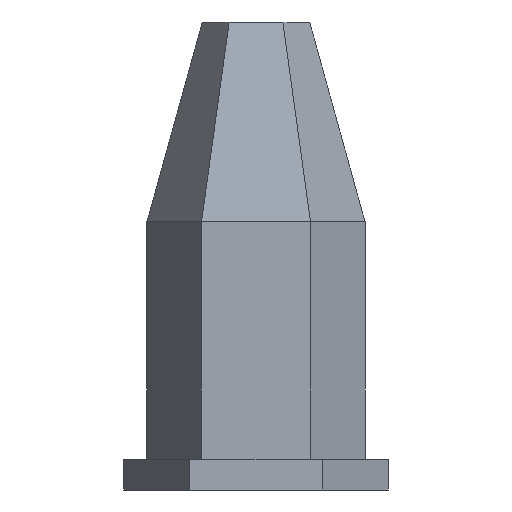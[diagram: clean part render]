
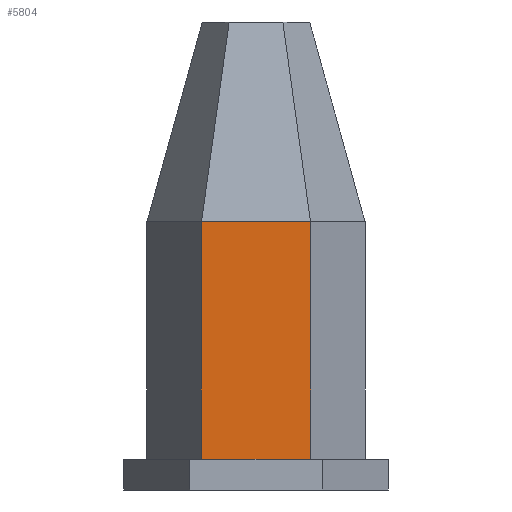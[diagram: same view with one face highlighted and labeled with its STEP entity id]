
A CAD part, front view. The second image highlights one B-rep face of the part: STEP entity #5804.
In plain terms, the highlighted planar face has unit normal (0, -1, 0).
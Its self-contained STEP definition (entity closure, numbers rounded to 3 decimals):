
#43 = PLANE('',#44);
#44 = AXIS2_PLACEMENT_3D('',#45,#46,#47);
#45 = CARTESIAN_POINT('',(7.1,0.,0.));
#46 = DIRECTION('',(0.,0.,-1.));
#47 = DIRECTION('',(-1.,0.,0.));
#68 = VERTEX_POINT('',#69);
#69 = CARTESIAN_POINT('',(3.55,-6.149,0.));
#83 = PLANE('',#84);
#84 = AXIS2_PLACEMENT_3D('',#85,#86,#87);
#85 = CARTESIAN_POINT('',(3.55,-6.149,-17.));
#86 = DIRECTION('',(-0.866,0.5,0.));
#87 = DIRECTION('',(0.5,0.866,0.));
#95 = EDGE_CURVE('',#96,#68,#98,.T.);
#96 = VERTEX_POINT('',#97);
#97 = CARTESIAN_POINT('',(-3.55,-6.149,0.));
#98 = SURFACE_CURVE('',#99,(#103,#110),.PCURVE_S1.);
#99 = LINE('',#100,#101);
#100 = CARTESIAN_POINT('',(-3.55,-6.149,0.));
#101 = VECTOR('',#102,1.);
#102 = DIRECTION('',(1.,0.,0.));
#103 = PCURVE('',#43,#104);
#104 = DEFINITIONAL_REPRESENTATION('',(#105),#109);
#105 = LINE('',#106,#107);
#106 = CARTESIAN_POINT('',(10.65,-6.149));
#107 = VECTOR('',#108,1.);
#108 = DIRECTION('',(-1.,0.));
#109 = ( GEOMETRIC_REPRESENTATION_CONTEXT(2) 
PARAMETRIC_REPRESENTATION_CONTEXT() REPRESENTATION_CONTEXT('2D SPACE',''
  ) );
#110 = PCURVE('',#111,#116);
#111 = PLANE('',#112);
#112 = AXIS2_PLACEMENT_3D('',#113,#114,#115);
#113 = CARTESIAN_POINT('',(-3.55,-6.149,-17.));
#114 = DIRECTION('',(0.,1.,0.));
#115 = DIRECTION('',(1.,0.,0.));
#116 = DEFINITIONAL_REPRESENTATION('',(#117),#121);
#117 = LINE('',#118,#119);
#118 = CARTESIAN_POINT('',(0.,-17.));
#119 = VECTOR('',#120,1.);
#120 = DIRECTION('',(1.,0.));
#121 = ( GEOMETRIC_REPRESENTATION_CONTEXT(2) 
PARAMETRIC_REPRESENTATION_CONTEXT() REPRESENTATION_CONTEXT('2D SPACE',''
  ) );
#139 = PLANE('',#140);
#140 = AXIS2_PLACEMENT_3D('',#141,#142,#143);
#141 = CARTESIAN_POINT('',(-7.1,0.,-17.));
#142 = DIRECTION('',(0.866,0.5,0.));
#143 = DIRECTION('',(0.5,-0.866,0.));
#2498 = PLANE('',#2499);
#2499 = AXIS2_PLACEMENT_3D('',#2500,#2501,#2502);
#2500 = CARTESIAN_POINT('',(8.6,0.,-15.5));
#2501 = DIRECTION('',(0.,0.,-1.));
#2502 = DIRECTION('',(-1.,0.,0.));
#2726 = VERTEX_POINT('',#2727);
#2727 = CARTESIAN_POINT('',(-3.55,-6.149,-15.5));
#2746 = EDGE_CURVE('',#2747,#2726,#2749,.T.);
#2747 = VERTEX_POINT('',#2748);
#2748 = CARTESIAN_POINT('',(3.55,-6.149,-15.5));
#2749 = SURFACE_CURVE('',#2750,(#2754,#2760),.PCURVE_S1.);
#2750 = LINE('',#2751,#2752);
#2751 = CARTESIAN_POINT('',(2.525,-6.149,-15.5));
#2752 = VECTOR('',#2753,1.);
#2753 = DIRECTION('',(-1.,0.,0.));
#2754 = PCURVE('',#2498,#2755);
#2755 = DEFINITIONAL_REPRESENTATION('',(#2756),#2759);
#2756 = B_SPLINE_CURVE_WITH_KNOTS('',1,(#2757,#2758),.UNSPECIFIED.,.F.,
  .F.,(2,2),(-1.735,6.785),.PIECEWISE_BEZIER_KNOTS.);
#2757 = CARTESIAN_POINT('',(4.34,-6.149));
#2758 = CARTESIAN_POINT('',(12.86,-6.149));
#2759 = ( GEOMETRIC_REPRESENTATION_CONTEXT(2) 
PARAMETRIC_REPRESENTATION_CONTEXT() REPRESENTATION_CONTEXT('2D SPACE',''
  ) );
#2760 = PCURVE('',#111,#2761);
#2761 = DEFINITIONAL_REPRESENTATION('',(#2762),#2765);
#2762 = B_SPLINE_CURVE_WITH_KNOTS('',1,(#2763,#2764),.UNSPECIFIED.,.F.,
  .F.,(2,2),(-1.735,6.785),.PIECEWISE_BEZIER_KNOTS.);
#2763 = CARTESIAN_POINT('',(7.81,-1.5));
#2764 = CARTESIAN_POINT('',(-0.71,-1.5));
#2765 = ( GEOMETRIC_REPRESENTATION_CONTEXT(2) 
PARAMETRIC_REPRESENTATION_CONTEXT() REPRESENTATION_CONTEXT('2D SPACE',''
  ) );
#5783 = EDGE_CURVE('',#2747,#68,#5784,.T.);
#5784 = SURFACE_CURVE('',#5785,(#5789,#5796),.PCURVE_S1.);
#5785 = LINE('',#5786,#5787);
#5786 = CARTESIAN_POINT('',(3.55,-6.149,-17.));
#5787 = VECTOR('',#5788,1.);
#5788 = DIRECTION('',(0.,0.,1.));
#5789 = PCURVE('',#83,#5790);
#5790 = DEFINITIONAL_REPRESENTATION('',(#5791),#5795);
#5791 = LINE('',#5792,#5793);
#5792 = CARTESIAN_POINT('',(0.,0.));
#5793 = VECTOR('',#5794,1.);
#5794 = DIRECTION('',(0.,-1.));
#5795 = ( GEOMETRIC_REPRESENTATION_CONTEXT(2) 
PARAMETRIC_REPRESENTATION_CONTEXT() REPRESENTATION_CONTEXT('2D SPACE',''
  ) );
#5796 = PCURVE('',#111,#5797);
#5797 = DEFINITIONAL_REPRESENTATION('',(#5798),#5802);
#5798 = LINE('',#5799,#5800);
#5799 = CARTESIAN_POINT('',(7.1,0.));
#5800 = VECTOR('',#5801,1.);
#5801 = DIRECTION('',(0.,-1.));
#5802 = ( GEOMETRIC_REPRESENTATION_CONTEXT(2) 
PARAMETRIC_REPRESENTATION_CONTEXT() REPRESENTATION_CONTEXT('2D SPACE',''
  ) );
#5804 = ADVANCED_FACE('',(#5805),#111,.F.);
#5805 = FACE_BOUND('',#5806,.T.);
#5806 = EDGE_LOOP('',(#5807,#5808,#5809,#5830));
#5807 = ORIENTED_EDGE('',*,*,#5783,.T.);
#5808 = ORIENTED_EDGE('',*,*,#95,.F.);
#5809 = ORIENTED_EDGE('',*,*,#5810,.F.);
#5810 = EDGE_CURVE('',#2726,#96,#5811,.T.);
#5811 = SURFACE_CURVE('',#5812,(#5816,#5823),.PCURVE_S1.);
#5812 = LINE('',#5813,#5814);
#5813 = CARTESIAN_POINT('',(-3.55,-6.149,-17.));
#5814 = VECTOR('',#5815,1.);
#5815 = DIRECTION('',(0.,0.,1.));
#5816 = PCURVE('',#111,#5817);
#5817 = DEFINITIONAL_REPRESENTATION('',(#5818),#5822);
#5818 = LINE('',#5819,#5820);
#5819 = CARTESIAN_POINT('',(0.,0.));
#5820 = VECTOR('',#5821,1.);
#5821 = DIRECTION('',(0.,-1.));
#5822 = ( GEOMETRIC_REPRESENTATION_CONTEXT(2) 
PARAMETRIC_REPRESENTATION_CONTEXT() REPRESENTATION_CONTEXT('2D SPACE',''
  ) );
#5823 = PCURVE('',#139,#5824);
#5824 = DEFINITIONAL_REPRESENTATION('',(#5825),#5829);
#5825 = LINE('',#5826,#5827);
#5826 = CARTESIAN_POINT('',(7.1,0.));
#5827 = VECTOR('',#5828,1.);
#5828 = DIRECTION('',(0.,-1.));
#5829 = ( GEOMETRIC_REPRESENTATION_CONTEXT(2) 
PARAMETRIC_REPRESENTATION_CONTEXT() REPRESENTATION_CONTEXT('2D SPACE',''
  ) );
#5830 = ORIENTED_EDGE('',*,*,#2746,.F.);
